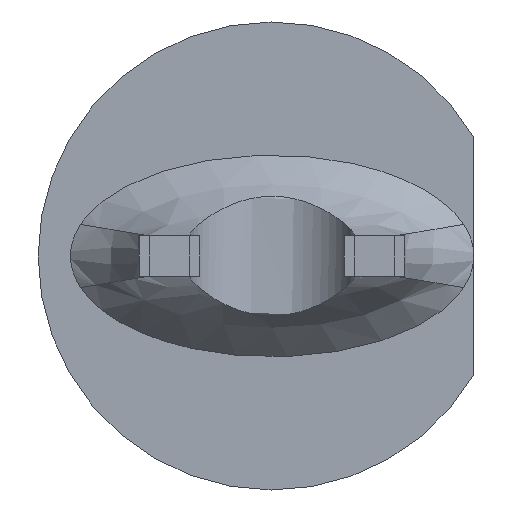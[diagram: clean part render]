
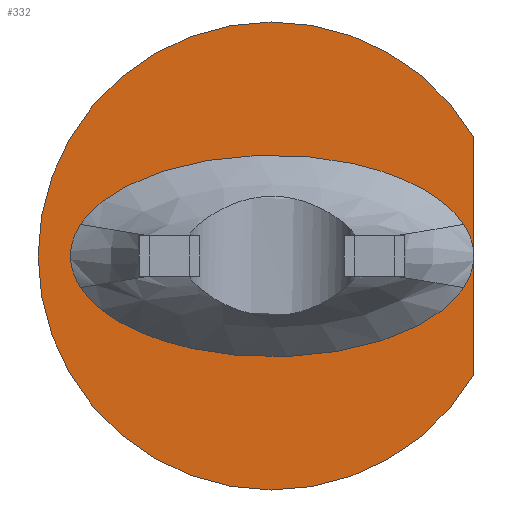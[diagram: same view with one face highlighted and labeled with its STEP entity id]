
A CAD part, front view. The second image highlights one B-rep face of the part: STEP entity #332.
In plain terms, the highlighted planar face has unit normal (0, -1, 0).
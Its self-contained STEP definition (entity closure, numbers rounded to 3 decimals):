
#2 = CARTESIAN_POINT ( 'NONE',  ( 2.5, 3.9, 1.47 ) ) ;
#174 = EDGE_LOOP ( 'NONE', ( #1071, #1030, #551 ) ) ;
#195 = DIRECTION ( 'NONE',  ( -1., 0., 0. ) ) ;
#237 = EDGE_CURVE ( 'NONE', #1222, #1115, #1117, .T. ) ;
#296 = LINE ( 'NONE', #994, #817 ) ;
#332 = ADVANCED_FACE ( 'NONE', ( #1376 ), #655, .T. ) ;
#366 = EDGE_CURVE ( 'NONE', #1115, #661, #1385, .T. ) ;
#416 = DIRECTION ( 'NONE',  ( 0., -1., 0. ) ) ;
#419 = CARTESIAN_POINT ( 'NONE',  ( 0., 3.9, 0. ) ) ;
#551 = ORIENTED_EDGE ( 'NONE', *, *, #237, .F. ) ;
#572 = CARTESIAN_POINT ( 'NONE',  ( 2.5, 3.9, -1.47 ) ) ;
#586 = CARTESIAN_POINT ( 'NONE',  ( 0., 3.9, 0. ) ) ;
#634 = AXIS2_PLACEMENT_3D ( 'NONE', #586, #416, #1088 ) ;
#655 = PLANE ( 'NONE',  #634 ) ;
#661 = VERTEX_POINT ( 'NONE', #2 ) ;
#678 = DIRECTION ( 'NONE',  ( -1., 0., 0. ) ) ;
#722 = CARTESIAN_POINT ( 'NONE',  ( -2.9, 3.9, 0. ) ) ;
#740 = EDGE_CURVE ( 'NONE', #661, #1222, #296, .T. ) ;
#817 = VECTOR ( 'NONE', #1140, 1000. ) ;
#892 = DIRECTION ( 'NONE',  ( 0., 1., 0. ) ) ;
#920 = AXIS2_PLACEMENT_3D ( 'NONE', #1244, #1357, #195 ) ;
#994 = CARTESIAN_POINT ( 'NONE',  ( 2.5, 3.9, 1.47 ) ) ;
#1030 = ORIENTED_EDGE ( 'NONE', *, *, #366, .F. ) ;
#1071 = ORIENTED_EDGE ( 'NONE', *, *, #740, .F. ) ;
#1088 = DIRECTION ( 'NONE',  ( 1., 0., 0. ) ) ;
#1115 = VERTEX_POINT ( 'NONE', #722 ) ;
#1117 = CIRCLE ( 'NONE', #1436, 2.9 ) ;
#1140 = DIRECTION ( 'NONE',  ( 0., 0., -1. ) ) ;
#1222 = VERTEX_POINT ( 'NONE', #572 ) ;
#1244 = CARTESIAN_POINT ( 'NONE',  ( 0., 3.9, 0. ) ) ;
#1357 = DIRECTION ( 'NONE',  ( 0., 1., 0. ) ) ;
#1376 = FACE_OUTER_BOUND ( 'NONE', #174, .T. ) ;
#1385 = CIRCLE ( 'NONE', #920, 2.9 ) ;
#1436 = AXIS2_PLACEMENT_3D ( 'NONE', #419, #892, #678 ) ;
